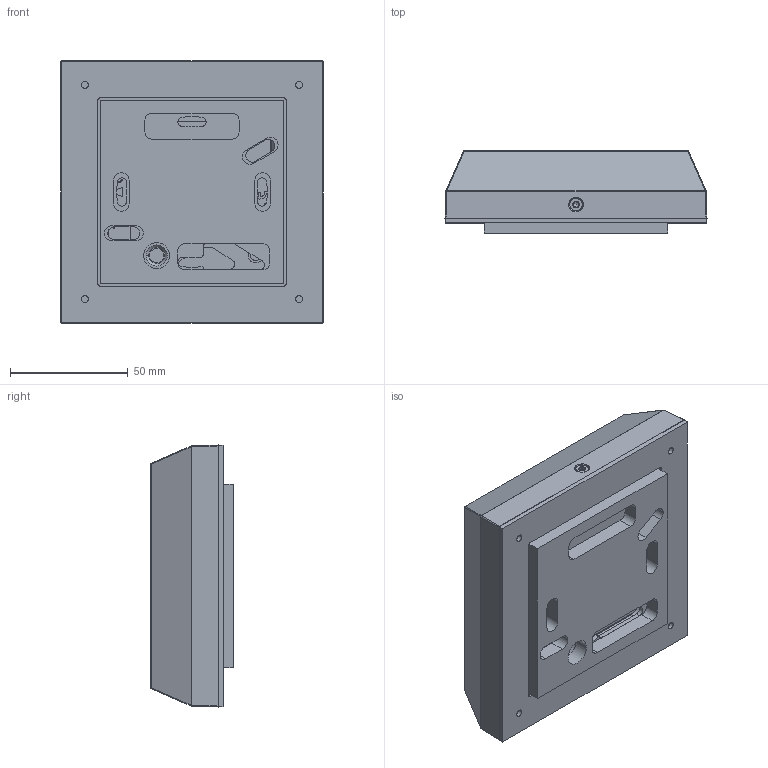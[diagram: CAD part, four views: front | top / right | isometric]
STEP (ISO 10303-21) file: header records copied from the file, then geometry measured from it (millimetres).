
FILE_DESCRIPTION (( 'STEP AP214' ), '1' );
FILE_NAME ('SREL2.COVER1.STEP', '2026-04-13T11:23:53', ( '' ), ( '' ), 'SwSTEP 2.0', 'SolidWorks 2024', '' );
FILE_SCHEMA (( 'AUTOMOTIVE_DESIGN' ));
Length unit declared in the file: millimetre
Products named in the file (13): Dichtung-VSR-innen_b; SR27.060601.1.d; SREL2.COVER1; UNTERTEIL - SR27_c4; socket head cap screw_din_DIN 912 M4 x 8 --- 8N; SR27.060301.1.e_beides; STM410300080-M3x8; OBERTEIL_g; SR27.060310.1.b; SR27.060351.1.e; SR27.060501.1.b_Gesamt; Einsatz-VSR_b; Rahmen-VSR_c
Assembly tree (14 placements, depth 3):
  SREL2.COVER1
    SR27.060351.1.e
      SR27.060301.1.e_beides
      SR27.060310.1.b
    Rahmen-VSR_c
    OBERTEIL_g
    Einsatz-VSR_b
    SR27.060501.1.b_Gesamt
    UNTERTEIL - SR27_c4
    SR27.060601.1.d
    Dichtung-VSR-innen_b
    socket head cap screw_din_DIN 912 M4 x 8 --- 8N  x2
    STM410300080-M3x8  x2
Bounding box: 111.3 x 35.05 x 111.3 mm (x, y, z)
Volume: 205331.9 mm3; surface area: 185175 mm2
Topology: 13 solids, 13 shells, 1554 faces, 4167 edges, 2656 vertices
Faces by surface type: plane 967, cylinder 393, bspline 80, cone 70, torus 24, sphere 20
Entity records: 57460 total; most frequent: CARTESIAN_POINT 21811, ORIENTED_EDGE 7680, DIRECTION 6726, EDGE_CURVE 3840, VECTOR 2876, LINE 2876, VERTEX_POINT 2478, AXIS2_PLACEMENT_3D 1925
